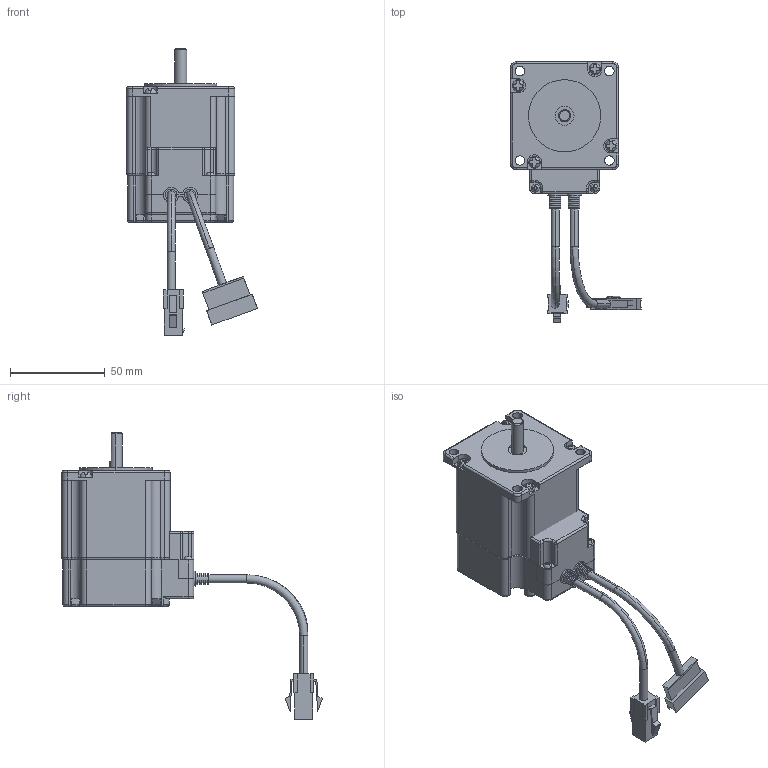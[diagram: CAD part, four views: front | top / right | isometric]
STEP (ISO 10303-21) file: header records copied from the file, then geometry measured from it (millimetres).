
FILE_DESCRIPTION (( 'STEP AP203' ), '1' );
FILE_NAME ('EzM-56S Aassembly_091218.STEP', '2013-11-19T08:20:05', ( '' ), ( '' ), 'SwSTEP 2.0', 'SolidWorks 2012', '' );
FILE_SCHEMA (( 'CONFIG_CONTROL_DESIGN' ));
Length unit declared in the file: millimetre
Products named in the file (9): MainM3-screw-1; MainEncoder_Mounting_Plate-1-1; MainEZSV_56_Encoder_Cover-1-1; MainEZSV_56_Cable_Cover-1-1; MainEzM-56S-1; EzM-56S Aassembly_091218; MainEzM-56S-assembly-1; Mainconnector_e-1-4; Maincable-1-1
Assembly tree (13 placements, depth 3):
  EzM-56S Aassembly_091218
    MainEzM-56S-assembly-1
      MainEzM-56S-1
      MainEZSV_56_Cable_Cover-1-1
      MainEZSV_56_Encoder_Cover-1-1
      MainEncoder_Mounting_Plate-1-1
      MainM3-screw-1  x6
      Maincable-1-1
      Mainconnector_e-1-4
Bounding box: 68.99 x 137.14 x 151 mm (x, y, z)
Volume: 168095.2 mm3; surface area: 51481.4 mm2
Topology: 12 solids, 12 shells, 914 faces, 2451 edges, 1584 vertices
Faces by surface type: plane 490, cylinder 340, bspline 34, sphere 24, torus 20, cone 6
Entity records: 28363 total; most frequent: CARTESIAN_POINT 7525, ORIENTED_EDGE 4198, DIRECTION 4057, EDGE_CURVE 2099, AXIS2_PLACEMENT_3D 1433, VERTEX_POINT 1364, VECTOR 1191, LINE 1191
